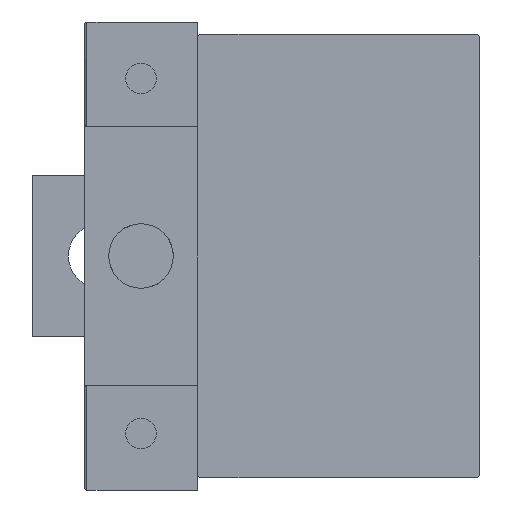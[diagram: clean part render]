
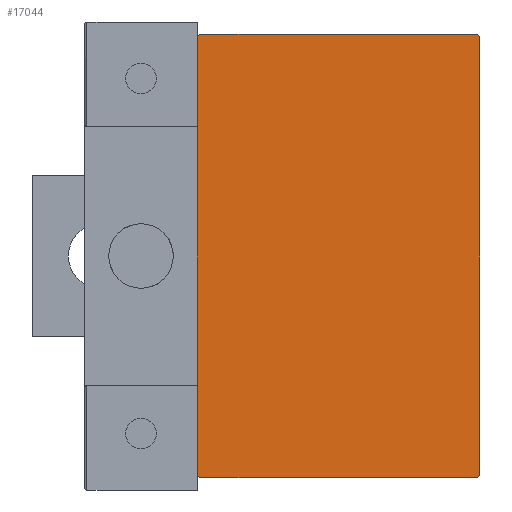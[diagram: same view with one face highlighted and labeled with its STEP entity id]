
A CAD part, left-side view. The second image highlights one B-rep face of the part: STEP entity #17044.
In plain terms, the highlighted face is planar.
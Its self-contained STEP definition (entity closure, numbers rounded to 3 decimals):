
#80 = DIRECTION ( 'NONE',  ( 0., 0.707, 0.707 ) ) ;
#218 = VECTOR ( 'NONE', #28376, 1000. ) ;
#254 = CARTESIAN_POINT ( 'NONE',  ( 56., 17.2, -27.5 ) ) ;
#754 = ORIENTED_EDGE ( 'NONE', *, *, #3435, .T. ) ;
#1111 = CARTESIAN_POINT ( 'NONE',  ( 56., 17.2, 27.5 ) ) ;
#1416 = EDGE_CURVE ( 'NONE', #2265, #1728, #15847, .T. ) ;
#1488 = DIRECTION ( 'NONE',  ( 1., 0., 0. ) ) ;
#1728 = VERTEX_POINT ( 'NONE', #1111 ) ;
#1949 = EDGE_LOOP ( 'NONE', ( #43125, #15959, #38592, #41516, #6242, #754, #47029, #37409 ) ) ;
#2265 = VERTEX_POINT ( 'NONE', #50018 ) ;
#2592 = VERTEX_POINT ( 'NONE', #11122 ) ;
#3435 = EDGE_CURVE ( 'NONE', #27363, #18596, #21433, .T. ) ;
#4559 = LINE ( 'NONE', #23218, #24290 ) ;
#5088 = DIRECTION ( 'NONE',  ( 0., -0.707, 0.707 ) ) ;
#5336 = FACE_OUTER_BOUND ( 'NONE', #1949, .T. ) ;
#6242 = ORIENTED_EDGE ( 'NONE', *, *, #36071, .T. ) ;
#7264 = VECTOR ( 'NONE', #28935, 1000. ) ;
#8208 = CARTESIAN_POINT ( 'NONE',  ( 56., -22.35, -22.35 ) ) ;
#10071 = VERTEX_POINT ( 'NONE', #254 ) ;
#11122 = CARTESIAN_POINT ( 'NONE',  ( 56., -17.5, -27.2 ) ) ;
#12316 = CARTESIAN_POINT ( 'NONE',  ( 56., 17.5, 27.5 ) ) ;
#12860 = CARTESIAN_POINT ( 'NONE',  ( 56., -17.5, -27.5 ) ) ;
#13256 = CARTESIAN_POINT ( 'NONE',  ( 56., -22.35, 22.35 ) ) ;
#14602 = VECTOR ( 'NONE', #18953, 1000. ) ;
#14877 = CARTESIAN_POINT ( 'NONE',  ( 56., -17.2, 27.5 ) ) ;
#15692 = EDGE_CURVE ( 'NONE', #10071, #25157, #38644, .T. ) ;
#15847 = LINE ( 'NONE', #16366, #26731 ) ;
#15884 = LINE ( 'NONE', #8208, #14602 ) ;
#15959 = ORIENTED_EDGE ( 'NONE', *, *, #15692, .T. ) ;
#16366 = CARTESIAN_POINT ( 'NONE',  ( 56., 22.35, 22.35 ) ) ;
#17009 = VECTOR ( 'NONE', #37233, 1000. ) ;
#17044 = ADVANCED_FACE ( 'NONE', ( #5336 ), #37240, .T. ) ;
#17214 = LINE ( 'NONE', #12860, #7264 ) ;
#17604 = VECTOR ( 'NONE', #80, 1000. ) ;
#17865 = CARTESIAN_POINT ( 'NONE',  ( 56., 0., 0. ) ) ;
#18018 = CARTESIAN_POINT ( 'NONE',  ( 56., 22.35, -22.35 ) ) ;
#18596 = VERTEX_POINT ( 'NONE', #27157 ) ;
#18953 = DIRECTION ( 'NONE',  ( 0., 0.707, -0.707 ) ) ;
#19394 = DIRECTION ( 'NONE',  ( 0., 0., -1. ) ) ;
#19582 = CARTESIAN_POINT ( 'NONE',  ( 56., 17.5, -27.2 ) ) ;
#21433 = LINE ( 'NONE', #13256, #17009 ) ;
#23218 = CARTESIAN_POINT ( 'NONE',  ( 56., -17.5, 27.5 ) ) ;
#24290 = VECTOR ( 'NONE', #19394, 1000. ) ;
#25157 = VERTEX_POINT ( 'NONE', #19582 ) ;
#26248 = EDGE_CURVE ( 'NONE', #47401, #10071, #17214, .T. ) ;
#26455 = EDGE_CURVE ( 'NONE', #2592, #47401, #15884, .T. ) ;
#26731 = VECTOR ( 'NONE', #5088, 1000. ) ;
#27157 = CARTESIAN_POINT ( 'NONE',  ( 56., -17.5, 27.2 ) ) ;
#27363 = VERTEX_POINT ( 'NONE', #14877 ) ;
#28376 = DIRECTION ( 'NONE',  ( 0., -1., 0. ) ) ;
#28935 = DIRECTION ( 'NONE',  ( 0., 1., 0. ) ) ;
#33159 = DIRECTION ( 'NONE',  ( 0., 0., -1. ) ) ;
#34747 = AXIS2_PLACEMENT_3D ( 'NONE', #17865, #1488, #33159 ) ;
#36071 = EDGE_CURVE ( 'NONE', #1728, #27363, #40366, .T. ) ;
#37233 = DIRECTION ( 'NONE',  ( 0., -0.707, -0.707 ) ) ;
#37240 = PLANE ( 'NONE',  #34747 ) ;
#37409 = ORIENTED_EDGE ( 'NONE', *, *, #26455, .T. ) ;
#37591 = CARTESIAN_POINT ( 'NONE',  ( 56., 17.5, -27.5 ) ) ;
#38592 = ORIENTED_EDGE ( 'NONE', *, *, #48659, .T. ) ;
#38644 = LINE ( 'NONE', #18018, #17604 ) ;
#40366 = LINE ( 'NONE', #12316, #218 ) ;
#40665 = DIRECTION ( 'NONE',  ( 0., 0., 1. ) ) ;
#41516 = ORIENTED_EDGE ( 'NONE', *, *, #1416, .T. ) ;
#43125 = ORIENTED_EDGE ( 'NONE', *, *, #26248, .T. ) ;
#43163 = VECTOR ( 'NONE', #40665, 1000. ) ;
#44960 = EDGE_CURVE ( 'NONE', #18596, #2592, #4559, .T. ) ;
#47029 = ORIENTED_EDGE ( 'NONE', *, *, #44960, .T. ) ;
#47401 = VERTEX_POINT ( 'NONE', #47760 ) ;
#47760 = CARTESIAN_POINT ( 'NONE',  ( 56., -17.2, -27.5 ) ) ;
#48595 = LINE ( 'NONE', #37591, #43163 ) ;
#48659 = EDGE_CURVE ( 'NONE', #25157, #2265, #48595, .T. ) ;
#50018 = CARTESIAN_POINT ( 'NONE',  ( 56., 17.5, 27.2 ) ) ;
